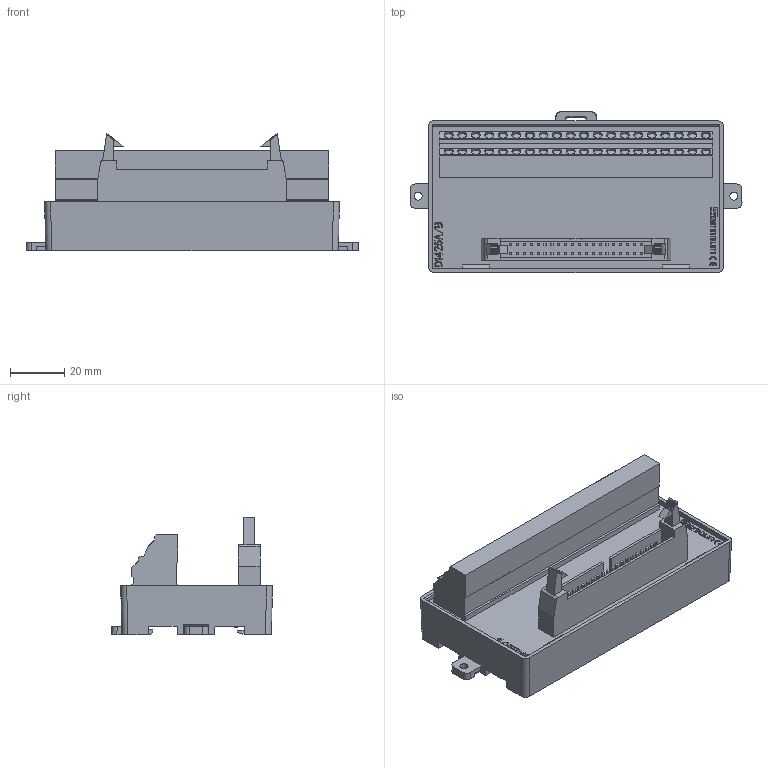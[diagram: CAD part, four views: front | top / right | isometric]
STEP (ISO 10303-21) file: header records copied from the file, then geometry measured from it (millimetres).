
FILE_DESCRIPTION(/* description */ (''),/* implementation_level */ '2;1');
FILE_NAME(/* name */ 'D1425A_B-E.stp',/* time_stamp */ '2024-08-08T11:49:13+08:00',/* author */ (''),/* organization */ (''),/* preprocessor_version */ 'ST-DEVELOPER v14',/* originating_system */ 'SIEMENS PLM Software NX 8.0',/* authorisation */ '');
FILE_SCHEMA (('AUTOMOTIVE_DESIGN { 1 0 10303 214 3 1 1 1 }'));
Length unit declared in the file: millimetre
Products named in the file (1): D1425A_B-E 3D_stp
Bounding box: 122.6 x 59.51 x 43.25 mm (x, y, z)
Volume: 122722.2 mm3; surface area: 31651.1 mm2
Topology: 3 solids, 3 shells, 825 faces, 2117 edges, 1412 vertices
Faces by surface type: plane 719, cylinder 85, extrusion 15, cone 4, bspline 2
Full cylindrical faces by diameter (mm): 3 x2, 3.3 x40
Entity records: 26229 total; most frequent: CARTESIAN_POINT 5024, ORIENTED_EDGE 4110, DIRECTION 3838, EDGE_CURVE 2055, VECTOR 1852, LINE 1837, VERTEX_POINT 1392, AXIS2_PLACEMENT_3D 993
